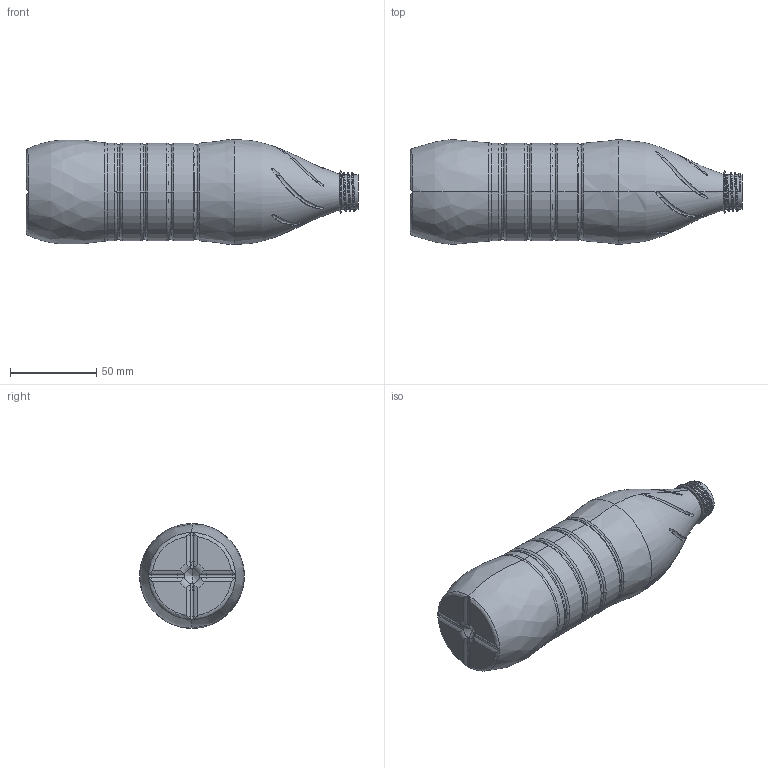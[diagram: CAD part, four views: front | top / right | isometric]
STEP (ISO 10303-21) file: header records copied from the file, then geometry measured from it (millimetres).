
FILE_DESCRIPTION((''),'2;1');
FILE_NAME('BOTTLE_V1','2017-07-21T',('Jake'),(''),'CREO PARAMETRIC BY PTC INC, 2016260','CREO PARAMETRIC BY PTC INC, 2016260','');
FILE_SCHEMA(('CONFIG_CONTROL_DESIGN'));
Length unit declared in the file: millimetre
Products named in the file (1): BOTTLE_V1
Bounding box: 192.43 x 60.89 x 60.89 mm (x, y, z)
Volume: 42757.5 mm3; surface area: 67048.9 mm2
Topology: 1 solids, 1 shells, 178 faces, 446 edges, 272 vertices
Faces by surface type: bspline 55, revolution 48, cylinder 27, torus 26, plane 8, extrusion 8, cone 6
Entity records: 8427 total; most frequent: CARTESIAN_POINT 4592, ORIENTED_EDGE 884, DIRECTION 607, EDGE_CURVE 442, VERTEX_POINT 272, B_SPLINE_CURVE_WITH_KNOTS 255, AXIS2_PLACEMENT_3D 241, EDGE_LOOP 184
